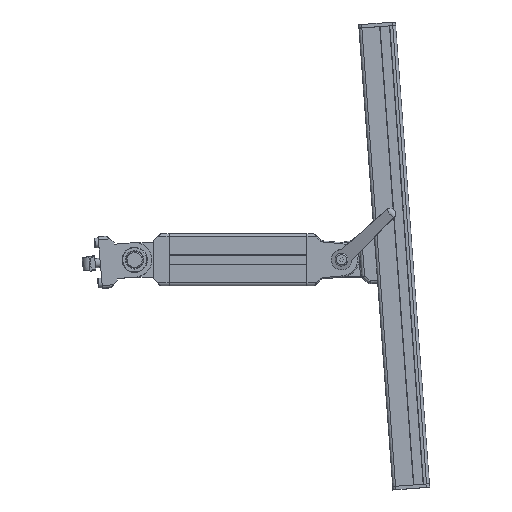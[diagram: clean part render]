
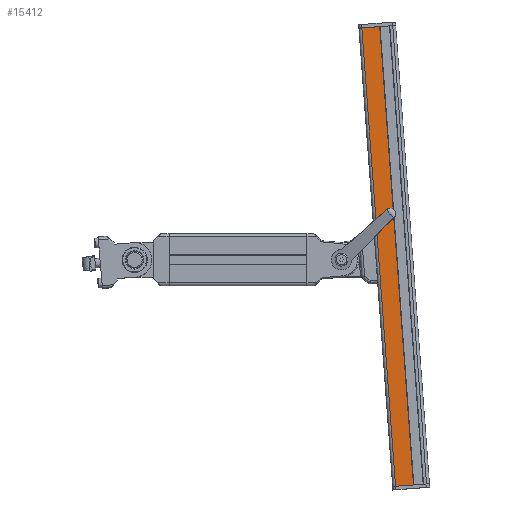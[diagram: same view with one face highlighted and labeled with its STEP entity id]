
A CAD part, top view. The second image highlights one B-rep face of the part: STEP entity #15412.
In plain terms, the highlighted face is planar.
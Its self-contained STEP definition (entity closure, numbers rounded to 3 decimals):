
#1432=PLANE('',#17692);
#2301=FACE_OUTER_BOUND('',#3273,.T.);
#3273=EDGE_LOOP('',(#14065,#14066,#14067,#14068));
#4369=LINE('',#28529,#5549);
#4440=LINE('',#28712,#5620);
#4441=LINE('',#28715,#5621);
#4442=LINE('',#28716,#5622);
#5549=VECTOR('',#22024,10.);
#5620=VECTOR('',#22213,10.);
#5621=VECTOR('',#22216,10.);
#5622=VECTOR('',#22217,10.);
#7731=VERTEX_POINT('',#28526);
#7732=VERTEX_POINT('',#28528);
#7785=VERTEX_POINT('',#28710);
#7786=VERTEX_POINT('',#28714);
#9828=EDGE_CURVE('',#7732,#7731,#4369,.T.);
#9920=EDGE_CURVE('',#7731,#7785,#4440,.T.);
#9921=EDGE_CURVE('',#7785,#7786,#4441,.T.);
#9922=EDGE_CURVE('',#7732,#7786,#4442,.T.);
#14065=ORIENTED_EDGE('',*,*,#9921,.T.);
#14066=ORIENTED_EDGE('',*,*,#9922,.F.);
#14067=ORIENTED_EDGE('',*,*,#9828,.T.);
#14068=ORIENTED_EDGE('',*,*,#9920,.T.);
#15412=ADVANCED_FACE('',(#2301),#1432,.T.);
#17692=AXIS2_PLACEMENT_3D('',#28713,#22214,#22215);
#22024=DIRECTION('',(0.,1.,0.));
#22213=DIRECTION('',(0.,0.,1.));
#22214=DIRECTION('center_axis',(1.,0.,0.));
#22215=DIRECTION('ref_axis',(0.,0.,-1.));
#22216=DIRECTION('',(0.,-1.,0.));
#22217=DIRECTION('',(0.,0.,1.));
#28526=CARTESIAN_POINT('',(22.5,-4.4,-200.));
#28528=CARTESIAN_POINT('',(22.5,-20.,-200.));
#28529=CARTESIAN_POINT('',(22.5,-20.,-200.));
#28710=CARTESIAN_POINT('',(22.5,-4.4,200.));
#28712=CARTESIAN_POINT('',(22.5,-4.4,0.));
#28713=CARTESIAN_POINT('Origin',(22.5,-4.4,0.));
#28714=CARTESIAN_POINT('',(22.5,-20.,200.));
#28715=CARTESIAN_POINT('',(22.5,-20.,200.));
#28716=CARTESIAN_POINT('',(22.5,-20.,0.));
